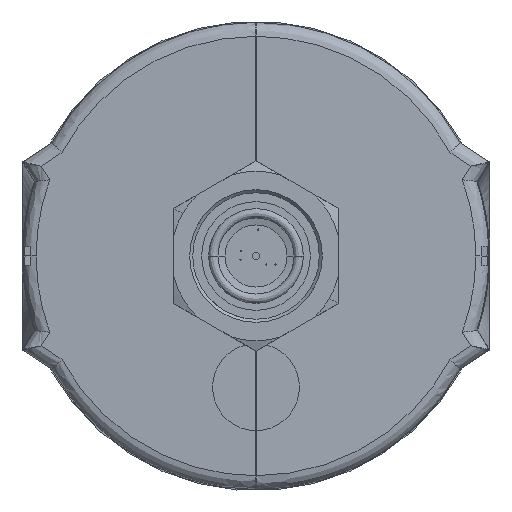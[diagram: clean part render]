
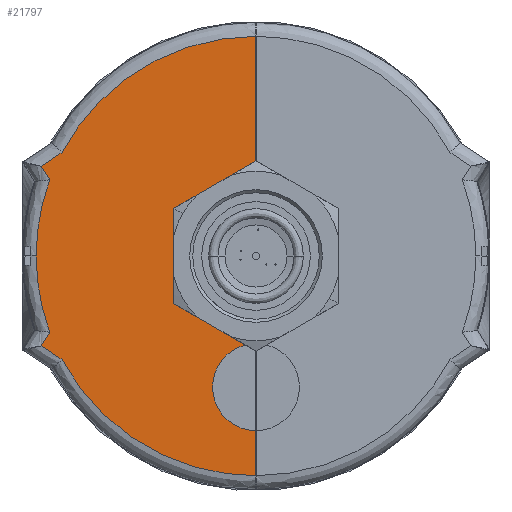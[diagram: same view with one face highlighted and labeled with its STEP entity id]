
A CAD part, front view. The second image highlights one B-rep face of the part: STEP entity #21797.
In plain terms, the highlighted planar face has unit normal (-0.018, -1, 0).
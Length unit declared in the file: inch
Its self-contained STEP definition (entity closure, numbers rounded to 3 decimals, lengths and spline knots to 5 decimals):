
#748 = VERTEX_POINT ( 'NONE', #11904 ) ;
#890 = VERTEX_POINT ( 'NONE', #9130 ) ;
#1109 = VERTEX_POINT ( 'NONE', #22017 ) ;
#1110 = VERTEX_POINT ( 'NONE', #22018 ) ;
#1131 = VERTEX_POINT ( 'NONE', #22039 ) ;
#1152 = VERTEX_POINT ( 'NONE', #22060 ) ;
#1153 = VERTEX_POINT ( 'NONE', #22061 ) ;
#1158 = VERTEX_POINT ( 'NONE', #22066 ) ;
#1161 = VERTEX_POINT ( 'NONE', #22069 ) ;
#1162 = VERTEX_POINT ( 'NONE', #22070 ) ;
#1163 = VERTEX_POINT ( 'NONE', #22071 ) ;
#1204 = EDGE_CURVE ( 'NONE', #1153, #890, #10579, .T. ) ;
#1207 = EDGE_CURVE ( 'NONE', #890, #748, #10599, .T. ) ;
#1209 = EDGE_CURVE ( 'NONE', #1110, #1152, #10564, .T. ) ;
#1319 = EDGE_CURVE ( 'NONE', #1131, #1163, #9849, .T. ) ;
#1498 = EDGE_CURVE ( 'NONE', #1161, #1158, #9875, .T. ) ;
#2536 = EDGE_CURVE ( 'NONE', #1109, #1110, #10703, .T. ) ;
#2618 = EDGE_CURVE ( 'NONE', #1162, #1158, #10706, .T. ) ;
#2728 = EDGE_CURVE ( 'NONE', #1152, #1153, #10711, .T. ) ;
#5319 = FACE_OUTER_BOUND ( 'NONE', #21733, .T. ) ;
#6896 = CARTESIAN_POINT ( 'NONE',  ( 0., 1.19372, 1.415 ) ) ;
#6903 = CARTESIAN_POINT ( 'NONE',  ( 0., 1.19372, -0.375 ) ) ;
#6904 = CARTESIAN_POINT ( 'NONE',  ( -0.75, 1.20681, -0.375 ) ) ;
#6908 = CARTESIAN_POINT ( 'NONE',  ( -0.53628, 1.20308, 1.41559 ) ) ;
#6909 = CARTESIAN_POINT ( 'NONE',  ( -0.75, 1.20681, 0.375 ) ) ;
#6910 = CARTESIAN_POINT ( 'NONE',  ( 0., 1.19372, 0.375 ) ) ;
#6911 = CARTESIAN_POINT ( 'NONE',  ( -0.99645, 1.21111, 1.1402 ) ) ;
#6912 = CARTESIAN_POINT ( 'NONE',  ( -1.24935, 1.21552, 0.66729 ) ) ;
#9130 = CARTESIAN_POINT ( 'NONE',  ( -1.32862, 1.21691, -0.49107 ) ) ;
#9416 = VECTOR ( 'NONE', #11986, 39.37008 ) ;
#9831 = VECTOR ( 'NONE', #12223, 39.37008 ) ;
#9849 = LINE ( 'NONE', #11985, #9416 ) ;
#9875 = LINE ( 'NONE', #12230, #9831 ) ;
#10564 = B_SPLINE_CURVE_WITH_KNOTS ( 'NONE', 3,
 ( #22087, #22107, #22114, #22115 ),
 .UNSPECIFIED., .F., .F.,
 ( 4, 4 ),
 ( 0., 0.00262 ),
 .UNSPECIFIED. ) ;
#10579 =( BOUNDED_CURVE ( )  B_SPLINE_CURVE ( 3, ( #22076, #22075, #22088, #22089 ),
 .UNSPECIFIED., .F., .F. ) 
 B_SPLINE_CURVE_WITH_KNOTS ( ( 4, 4 ),
 ( 0., 0.35442 ),
 .UNSPECIFIED. ) 
 CURVE ( )  GEOMETRIC_REPRESENTATION_ITEM ( )  RATIONAL_B_SPLINE_CURVE ( ( 1., 0.99, 0.99, 1. ) ) 
 REPRESENTATION_ITEM ( '' )  );
#10599 = B_SPLINE_CURVE_WITH_KNOTS ( 'NONE', 3,
 ( #22102, #22103, #22108, #22109 ),
 .UNSPECIFIED., .F., .F.,
 ( 4, 4 ),
 ( 0., 0.00262 ),
 .UNSPECIFIED. ) ;
#10703 = B_SPLINE_CURVE_WITH_KNOTS ( 'NONE', 3,
 ( #17838, #17914, #17918, #17919 ),
 .UNSPECIFIED., .F., .F.,
 ( 4, 4 ),
 ( 0., 0.00409 ),
 .UNSPECIFIED. ) ;
#10706 =( BOUNDED_CURVE ( )  B_SPLINE_CURVE ( 3, ( #18022, #18029, #18033, #18034 ),
 .UNSPECIFIED., .F., .F. ) 
 B_SPLINE_CURVE_WITH_KNOTS ( ( 4, 4 ),
 ( 0.49109, 1.57191 ),
 .UNSPECIFIED. ) 
 CURVE ( )  GEOMETRIC_REPRESENTATION_ITEM ( )  RATIONAL_B_SPLINE_CURVE ( ( 1., 0.905, 0.905, 1. ) ) 
 REPRESENTATION_ITEM ( '' )  );
#10711 =( BOUNDED_CURVE ( )  B_SPLINE_CURVE ( 3, ( #18222, #18219, #18228, #18229 ),
 .UNSPECIFIED., .F., .F. ) 
 B_SPLINE_CURVE_WITH_KNOTS ( ( 4, 4 ),
 ( 5.92876, 6.28319 ),
 .UNSPECIFIED. ) 
 CURVE ( )  GEOMETRIC_REPRESENTATION_ITEM ( )  RATIONAL_B_SPLINE_CURVE ( ( 1., 0.99, 0.99, 1. ) ) 
 REPRESENTATION_ITEM ( '' )  );
#10814 =( BOUNDED_CURVE ( )  B_SPLINE_CURVE ( 3, ( #6903, #6904, #6909, #6910 ),
 .UNSPECIFIED., .F., .F. ) 
 B_SPLINE_CURVE_WITH_KNOTS ( ( 4, 4 ),
 ( 4.71239, 7.85398 ),
 .UNSPECIFIED. ) 
 CURVE ( )  GEOMETRIC_REPRESENTATION_ITEM ( )  RATIONAL_B_SPLINE_CURVE ( ( 1., 0.333, 0.333, 1. ) ) 
 REPRESENTATION_ITEM ( '' )  );
#10815 =( BOUNDED_CURVE ( )  B_SPLINE_CURVE ( 3, ( #6896, #6908, #6911, #6912 ),
 .UNSPECIFIED., .F., .F. ) 
 B_SPLINE_CURVE_WITH_KNOTS ( ( 4, 4 ),
 ( 4.71128, 5.7921 ),
 .UNSPECIFIED. ) 
 CURVE ( )  GEOMETRIC_REPRESENTATION_ITEM ( )  RATIONAL_B_SPLINE_CURVE ( ( 1., 0.905, 0.905, 1. ) ) 
 REPRESENTATION_ITEM ( '' )  );
#10842 = B_SPLINE_CURVE_WITH_KNOTS ( 'NONE', 3,
 ( #17419, #17420, #17424, #17425 ),
 .UNSPECIFIED., .F., .F.,
 ( 4, 4 ),
 ( 0., 0.00409 ),
 .UNSPECIFIED. ) ;
#11006 = CARTESIAN_POINT ( 'NONE',  ( 0., 1.19372, 1.505 ) ) ;
#11010 = PLANE ( 'NONE',  #15778 ) ;
#11333 = DIRECTION ( 'NONE',  ( -0.017, -1., 0. ) ) ;
#11334 = DIRECTION ( 'NONE',  ( -1., 0.017, 0. ) ) ;
#11904 = CARTESIAN_POINT ( 'NONE',  ( -1.38358, 1.21787, -0.57847 ) ) ;
#11985 = CARTESIAN_POINT ( 'NONE',  ( 0., 1.19372, 1.505 ) ) ;
#11986 = DIRECTION ( 'NONE',  ( 0., 0., -1. ) ) ;
#12223 = DIRECTION ( 'NONE',  ( 0., 0., -1. ) ) ;
#12230 = CARTESIAN_POINT ( 'NONE',  ( 0., 1.19372, 1.505 ) ) ;
#14837 = ORIENTED_EDGE ( 'NONE', *, *, #1209, .T. ) ;
#14845 = ORIENTED_EDGE ( 'NONE', *, *, #2536, .T. ) ;
#14991 = ORIENTED_EDGE ( 'NONE', *, *, #2618, .T. ) ;
#14995 = ORIENTED_EDGE ( 'NONE', *, *, #1498, .F. ) ;
#15005 = ORIENTED_EDGE ( 'NONE', *, *, #19866, .T. ) ;
#15006 = ORIENTED_EDGE ( 'NONE', *, *, #1204, .T. ) ;
#15013 = ORIENTED_EDGE ( 'NONE', *, *, #2728, .T. ) ;
#15014 = ORIENTED_EDGE ( 'NONE', *, *, #19200, .T. ) ;
#15015 = ORIENTED_EDGE ( 'NONE', *, *, #1319, .F. ) ;
#15025 = ORIENTED_EDGE ( 'NONE', *, *, #19202, .T. ) ;
#15027 = ORIENTED_EDGE ( 'NONE', *, *, #1207, .T. ) ;
#15778 = AXIS2_PLACEMENT_3D ( 'NONE', #11006, #11333, #11334 ) ;
#17419 = CARTESIAN_POINT ( 'NONE',  ( -1.38358, 1.21787, -0.57847 ) ) ;
#17420 = CARTESIAN_POINT ( 'NONE',  ( -1.33883, 1.21709, -0.60808 ) ) ;
#17424 = CARTESIAN_POINT ( 'NONE',  ( -1.29409, 1.2163, -0.63768 ) ) ;
#17425 = CARTESIAN_POINT ( 'NONE',  ( -1.24935, 1.21552, -0.66729 ) ) ;
#17838 = CARTESIAN_POINT ( 'NONE',  ( -1.24935, 1.21552, 0.66729 ) ) ;
#17914 = CARTESIAN_POINT ( 'NONE',  ( -1.29409, 1.2163, 0.63768 ) ) ;
#17918 = CARTESIAN_POINT ( 'NONE',  ( -1.33883, 1.21709, 0.60808 ) ) ;
#17919 = CARTESIAN_POINT ( 'NONE',  ( -1.38358, 1.21787, 0.57847 ) ) ;
#18022 = CARTESIAN_POINT ( 'NONE',  ( -1.24935, 1.21552, -0.66729 ) ) ;
#18029 = CARTESIAN_POINT ( 'NONE',  ( -0.99645, 1.21111, -1.1402 ) ) ;
#18033 = CARTESIAN_POINT ( 'NONE',  ( -0.53628, 1.20308, -1.41559 ) ) ;
#18034 = CARTESIAN_POINT ( 'NONE',  ( 0., 1.19372, -1.415 ) ) ;
#18219 = CARTESIAN_POINT ( 'NONE',  ( -1.38695, 1.21793, 0.33347 ) ) ;
#18222 = CARTESIAN_POINT ( 'NONE',  ( -1.32862, 1.21691, 0.49107 ) ) ;
#18228 = CARTESIAN_POINT ( 'NONE',  ( -1.41657, 1.21844, 0.16805 ) ) ;
#18229 = CARTESIAN_POINT ( 'NONE',  ( -1.41657, 1.21844, 0. ) ) ;
#19200 = EDGE_CURVE ( 'NONE', #1161, #1163, #10814, .T. ) ;
#19202 = EDGE_CURVE ( 'NONE', #1131, #1109, #10815, .T. ) ;
#19866 = EDGE_CURVE ( 'NONE', #748, #1162, #10842, .T. ) ;
#21733 = EDGE_LOOP ( 'NONE', ( #15005, #14991, #14995, #15014, #15015, #15025, #14845, #14837, #15013, #15006, #15027 ) ) ;
#21797 = ADVANCED_FACE ( 'NONE', ( #5319 ), #11010, .T. ) ;
#22017 = CARTESIAN_POINT ( 'NONE',  ( -1.24935, 1.21552, 0.66729 ) ) ;
#22018 = CARTESIAN_POINT ( 'NONE',  ( -1.38358, 1.21787, 0.57847 ) ) ;
#22039 = CARTESIAN_POINT ( 'NONE',  ( 0., 1.19372, 1.415 ) ) ;
#22060 = CARTESIAN_POINT ( 'NONE',  ( -1.32862, 1.21691, 0.49107 ) ) ;
#22061 = CARTESIAN_POINT ( 'NONE',  ( -1.41657, 1.21844, 0. ) ) ;
#22066 = CARTESIAN_POINT ( 'NONE',  ( 0., 1.19372, -1.415 ) ) ;
#22069 = CARTESIAN_POINT ( 'NONE',  ( 0., 1.19372, -0.375 ) ) ;
#22070 = CARTESIAN_POINT ( 'NONE',  ( -1.24935, 1.21552, -0.66729 ) ) ;
#22071 = CARTESIAN_POINT ( 'NONE',  ( 0., 1.19372, 0.375 ) ) ;
#22075 = CARTESIAN_POINT ( 'NONE',  ( -1.41657, 1.21844, -0.16805 ) ) ;
#22076 = CARTESIAN_POINT ( 'NONE',  ( -1.41657, 1.21844, 0. ) ) ;
#22087 = CARTESIAN_POINT ( 'NONE',  ( -1.38358, 1.21787, 0.57847 ) ) ;
#22088 = CARTESIAN_POINT ( 'NONE',  ( -1.38695, 1.21793, -0.33347 ) ) ;
#22089 = CARTESIAN_POINT ( 'NONE',  ( -1.32862, 1.21691, -0.49107 ) ) ;
#22102 = CARTESIAN_POINT ( 'NONE',  ( -1.32862, 1.21691, -0.49107 ) ) ;
#22103 = CARTESIAN_POINT ( 'NONE',  ( -1.34694, 1.21723, -0.52021 ) ) ;
#22107 = CARTESIAN_POINT ( 'NONE',  ( -1.36526, 1.21755, 0.54934 ) ) ;
#22108 = CARTESIAN_POINT ( 'NONE',  ( -1.36526, 1.21755, -0.54934 ) ) ;
#22109 = CARTESIAN_POINT ( 'NONE',  ( -1.38358, 1.21787, -0.57847 ) ) ;
#22114 = CARTESIAN_POINT ( 'NONE',  ( -1.34694, 1.21723, 0.52021 ) ) ;
#22115 = CARTESIAN_POINT ( 'NONE',  ( -1.32862, 1.21691, 0.49107 ) ) ;
